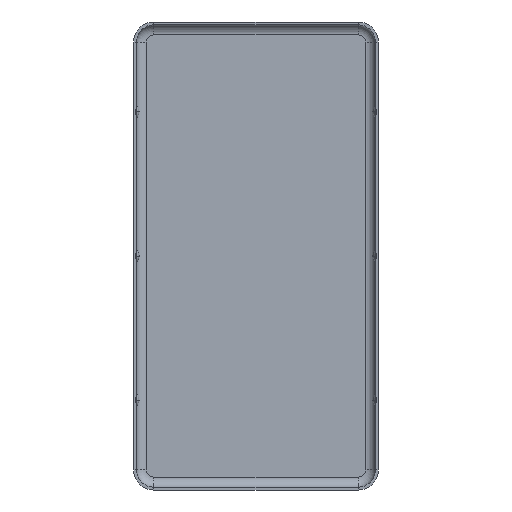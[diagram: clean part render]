
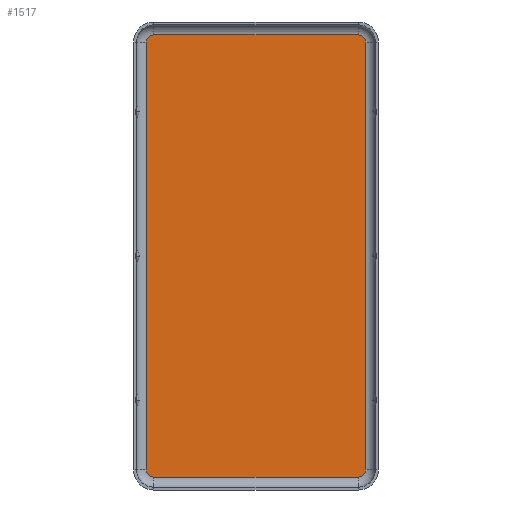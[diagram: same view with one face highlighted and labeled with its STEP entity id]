
A CAD part, front view. The second image highlights one B-rep face of the part: STEP entity #1517.
In plain terms, the highlighted planar face has unit normal (0, -1, 0).
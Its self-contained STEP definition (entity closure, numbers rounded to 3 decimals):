
#16 = DIRECTION ( 'NONE',  ( 0., -1., 0. ) ) ;
#21 = ORIENTED_EDGE ( 'NONE', *, *, #1891, .F. ) ;
#26 = PLANE ( 'NONE',  #2127 ) ;
#55 = LINE ( 'NONE', #1860, #2069 ) ;
#140 = VERTEX_POINT ( 'NONE', #970 ) ;
#142 = VECTOR ( 'NONE', #418, 1000. ) ;
#218 = AXIS2_PLACEMENT_3D ( 'NONE', #1865, #412, #1687 ) ;
#234 = DIRECTION ( 'NONE',  ( 0., -1., 0. ) ) ;
#256 = VERTEX_POINT ( 'NONE', #821 ) ;
#264 = CARTESIAN_POINT ( 'NONE',  ( 7.6, -0.2, 0. ) ) ;
#271 = DIRECTION ( 'NONE',  ( 0., -1., 0. ) ) ;
#307 = LINE ( 'NONE', #1803, #2128 ) ;
#355 = AXIS2_PLACEMENT_3D ( 'NONE', #439, #271, #623 ) ;
#412 = DIRECTION ( 'NONE',  ( 0., 1., 0. ) ) ;
#418 = DIRECTION ( 'NONE',  ( -1., 0., 0. ) ) ;
#434 = VERTEX_POINT ( 'NONE', #2186 ) ;
#439 = CARTESIAN_POINT ( 'NONE',  ( 7.1, -0.2, 14.85 ) ) ;
#452 = DIRECTION ( 'NONE',  ( -1., 0., 0. ) ) ;
#622 = CIRCLE ( 'NONE', #355, 0.5 ) ;
#623 = DIRECTION ( 'NONE',  ( 1., 0., 0. ) ) ;
#637 = CARTESIAN_POINT ( 'NONE',  ( 7.6, -0.2, -14.85 ) ) ;
#821 = CARTESIAN_POINT ( 'NONE',  ( 7.1, -0.2, 15.35 ) ) ;
#850 = ORIENTED_EDGE ( 'NONE', *, *, #2134, .T. ) ;
#864 = AXIS2_PLACEMENT_3D ( 'NONE', #2063, #234, #452 ) ;
#914 = ORIENTED_EDGE ( 'NONE', *, *, #1533, .T. ) ;
#963 = CARTESIAN_POINT ( 'NONE',  ( 7.1, -0.2, 15.35 ) ) ;
#970 = CARTESIAN_POINT ( 'NONE',  ( 7.1, -0.2, -15.35 ) ) ;
#987 = EDGE_CURVE ( 'NONE', #256, #434, #1324, .T. ) ;
#1041 = CARTESIAN_POINT ( 'NONE',  ( -7.6, -0.2, 14.85 ) ) ;
#1094 = CARTESIAN_POINT ( 'NONE',  ( -7.1, -0.2, -15.35 ) ) ;
#1105 = DIRECTION ( 'NONE',  ( 0., 0., -1. ) ) ;
#1107 = EDGE_CURVE ( 'NONE', #1398, #256, #622, .T. ) ;
#1125 = EDGE_CURVE ( 'NONE', #1398, #1746, #1592, .T. ) ;
#1169 = VECTOR ( 'NONE', #2075, 1000. ) ;
#1217 = DIRECTION ( 'NONE',  ( 0., 1., 0. ) ) ;
#1274 = CARTESIAN_POINT ( 'NONE',  ( 7.6, -0.2, 14.85 ) ) ;
#1324 = LINE ( 'NONE', #963, #142 ) ;
#1398 = VERTEX_POINT ( 'NONE', #1274 ) ;
#1460 = DIRECTION ( 'NONE',  ( 0., 0., -1. ) ) ;
#1478 = VERTEX_POINT ( 'NONE', #1094 ) ;
#1507 = ORIENTED_EDGE ( 'NONE', *, *, #987, .T. ) ;
#1517 = ADVANCED_FACE ( 'NONE', ( #1651 ), #26, .T. ) ;
#1533 = EDGE_CURVE ( 'NONE', #1787, #1939, #55, .T. ) ;
#1592 = LINE ( 'NONE', #264, #1169 ) ;
#1603 = EDGE_CURVE ( 'NONE', #1787, #434, #2207, .T. ) ;
#1615 = EDGE_CURVE ( 'NONE', #1746, #140, #1676, .T. ) ;
#1641 = AXIS2_PLACEMENT_3D ( 'NONE', #2082, #1217, #2295 ) ;
#1651 = FACE_OUTER_BOUND ( 'NONE', #2245, .T. ) ;
#1652 = CARTESIAN_POINT ( 'NONE',  ( -7.6, -0.2, -14.85 ) ) ;
#1668 = ORIENTED_EDGE ( 'NONE', *, *, #1107, .T. ) ;
#1676 = CIRCLE ( 'NONE', #1641, 0.5 ) ;
#1687 = DIRECTION ( 'NONE',  ( -1., 0., 0. ) ) ;
#1746 = VERTEX_POINT ( 'NONE', #637 ) ;
#1787 = VERTEX_POINT ( 'NONE', #1041 ) ;
#1803 = CARTESIAN_POINT ( 'NONE',  ( 7.1, -0.2, -15.35 ) ) ;
#1860 = CARTESIAN_POINT ( 'NONE',  ( -7.6, -0.2, 0. ) ) ;
#1865 = CARTESIAN_POINT ( 'NONE',  ( -7.1, -0.2, 14.85 ) ) ;
#1891 = EDGE_CURVE ( 'NONE', #140, #1478, #307, .T. ) ;
#1925 = ORIENTED_EDGE ( 'NONE', *, *, #1125, .F. ) ;
#1939 = VERTEX_POINT ( 'NONE', #1652 ) ;
#2031 = ORIENTED_EDGE ( 'NONE', *, *, #1615, .F. ) ;
#2063 = CARTESIAN_POINT ( 'NONE',  ( -7.1, -0.2, -14.85 ) ) ;
#2069 = VECTOR ( 'NONE', #1460, 1000. ) ;
#2075 = DIRECTION ( 'NONE',  ( 0., 0., -1. ) ) ;
#2082 = CARTESIAN_POINT ( 'NONE',  ( 7.1, -0.2, -14.85 ) ) ;
#2113 = ORIENTED_EDGE ( 'NONE', *, *, #1603, .F. ) ;
#2127 = AXIS2_PLACEMENT_3D ( 'NONE', #2196, #16, #1105 ) ;
#2128 = VECTOR ( 'NONE', #2172, 1000. ) ;
#2134 = EDGE_CURVE ( 'NONE', #1939, #1478, #2204, .T. ) ;
#2172 = DIRECTION ( 'NONE',  ( -1., 0., 0. ) ) ;
#2186 = CARTESIAN_POINT ( 'NONE',  ( -7.1, -0.2, 15.35 ) ) ;
#2196 = CARTESIAN_POINT ( 'NONE',  ( 7.1, -0.2, -14.85 ) ) ;
#2204 = CIRCLE ( 'NONE', #864, 0.5 ) ;
#2207 = CIRCLE ( 'NONE', #218, 0.5 ) ;
#2245 = EDGE_LOOP ( 'NONE', ( #21, #2031, #1925, #1668, #1507, #2113, #914, #850 ) ) ;
#2295 = DIRECTION ( 'NONE',  ( 1., 0., 0. ) ) ;
